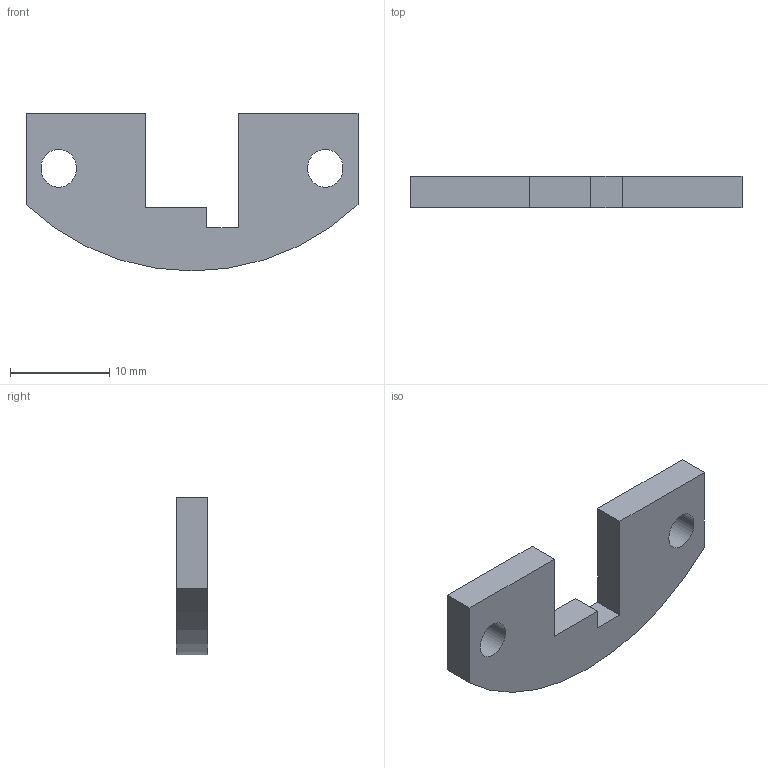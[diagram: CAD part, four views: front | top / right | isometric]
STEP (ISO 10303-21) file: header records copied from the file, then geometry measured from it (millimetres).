
FILE_DESCRIPTION (( 'STEP AP203' ), '1' );
FILE_NAME ('585654.STEP', '2014-10-15T21:02:06', ( 'Kyle' ), ( 'Microsoft' ), 'SwSTEP 2.0', 'SolidWorks 2014', '' );
FILE_SCHEMA (( 'CONFIG_CONTROL_DESIGN' ));
Length unit declared in the file: inch
Products named in the file (1): 585654
Bounding box: 33.53 x 3.17 x 15.94 mm (x, y, z)
Volume: 1101.3 mm3; surface area: 1124.2 mm2
Topology: 1 solids, 1 shells, 23 faces, 63 edges, 42 vertices
Faces by surface type: plane 15, cylinder 8
Entity records: 820 total; most frequent: CARTESIAN_POINT 129, DIRECTION 127, ORIENTED_EDGE 126, EDGE_CURVE 63, VECTOR 47, LINE 47, VERTEX_POINT 42, AXIS2_PLACEMENT_3D 40
